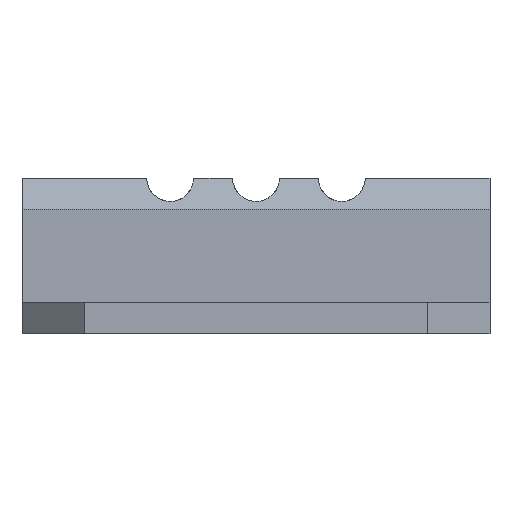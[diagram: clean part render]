
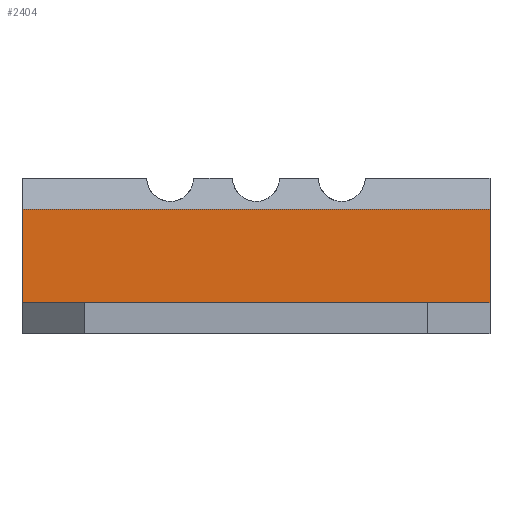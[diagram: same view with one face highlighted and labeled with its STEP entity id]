
A CAD part, front view. The second image highlights one B-rep face of the part: STEP entity #2404.
In plain terms, the highlighted planar face has unit normal (0, -1, 0).
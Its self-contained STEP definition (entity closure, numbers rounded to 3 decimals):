
#57 = ORIENTED_EDGE ( 'NONE', *, *, #854, .T. ) ;
#216 = FACE_OUTER_BOUND ( 'NONE', #1161, .T. ) ;
#287 = DIRECTION ( 'NONE',  ( 0., 0., -1. ) ) ;
#393 = VERTEX_POINT ( 'NONE', #2325 ) ;
#455 = ORIENTED_EDGE ( 'NONE', *, *, #1971, .T. ) ;
#695 = ORIENTED_EDGE ( 'NONE', *, *, #1041, .T. ) ;
#731 = DIRECTION ( 'NONE',  ( 0., 1., 0. ) ) ;
#854 = EDGE_CURVE ( 'NONE', #1547, #3150, #3328, .T. ) ;
#881 = AXIS2_PLACEMENT_3D ( 'NONE', #2295, #731, #2310 ) ;
#1041 = EDGE_CURVE ( 'NONE', #3150, #393, #1059, .T. ) ;
#1059 = LINE ( 'NONE', #1333, #2832 ) ;
#1095 = CARTESIAN_POINT ( 'NONE',  ( 841.494, 115.873, 20. ) ) ;
#1161 = EDGE_LOOP ( 'NONE', ( #2387, #57, #695, #455 ) ) ;
#1333 = CARTESIAN_POINT ( 'NONE',  ( 781.494, 115.873, 20. ) ) ;
#1348 = LINE ( 'NONE', #1095, #3015 ) ;
#1547 = VERTEX_POINT ( 'NONE', #2780 ) ;
#1719 = LINE ( 'NONE', #2499, #2681 ) ;
#1730 = CARTESIAN_POINT ( 'NONE',  ( 781.494, 115.873, 16. ) ) ;
#1971 = EDGE_CURVE ( 'NONE', #393, #2622, #1719, .T. ) ;
#2004 = PLANE ( 'NONE',  #881 ) ;
#2140 = DIRECTION ( 'NONE',  ( 0., 0., -1. ) ) ;
#2179 = EDGE_CURVE ( 'NONE', #1547, #2622, #1348, .T. ) ;
#2248 = DIRECTION ( 'NONE',  ( 1., 0., 0. ) ) ;
#2295 = CARTESIAN_POINT ( 'NONE',  ( 841.494, 115.873, 20. ) ) ;
#2310 = DIRECTION ( 'NONE',  ( -1., 0., 0. ) ) ;
#2325 = CARTESIAN_POINT ( 'NONE',  ( 781.494, 115.873, 4. ) ) ;
#2387 = ORIENTED_EDGE ( 'NONE', *, *, #2179, .F. ) ;
#2404 = ADVANCED_FACE ( 'NONE', ( #216 ), #2004, .F. ) ;
#2499 = CARTESIAN_POINT ( 'NONE',  ( 0., 115.873, 4. ) ) ;
#2506 = VECTOR ( 'NONE', #2823, 1000. ) ;
#2567 = CARTESIAN_POINT ( 'NONE',  ( 781.494, 115.873, 16. ) ) ;
#2622 = VERTEX_POINT ( 'NONE', #2657 ) ;
#2657 = CARTESIAN_POINT ( 'NONE',  ( 841.494, 115.873, 4. ) ) ;
#2681 = VECTOR ( 'NONE', #2248, 1000. ) ;
#2780 = CARTESIAN_POINT ( 'NONE',  ( 841.494, 115.873, 16. ) ) ;
#2823 = DIRECTION ( 'NONE',  ( -1., 0., 0. ) ) ;
#2832 = VECTOR ( 'NONE', #2140, 1000. ) ;
#3015 = VECTOR ( 'NONE', #287, 1000. ) ;
#3150 = VERTEX_POINT ( 'NONE', #2567 ) ;
#3328 = LINE ( 'NONE', #1730, #2506 ) ;
